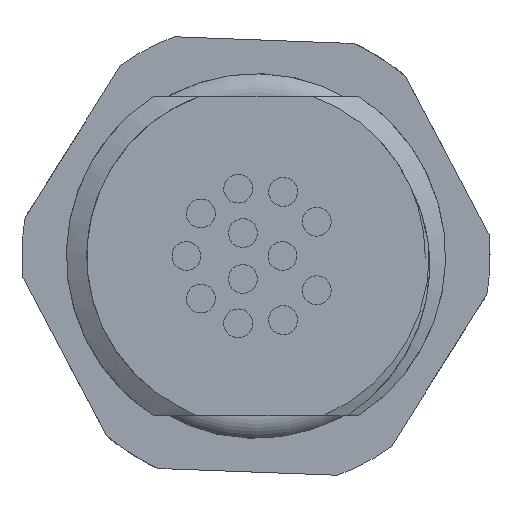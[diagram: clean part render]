
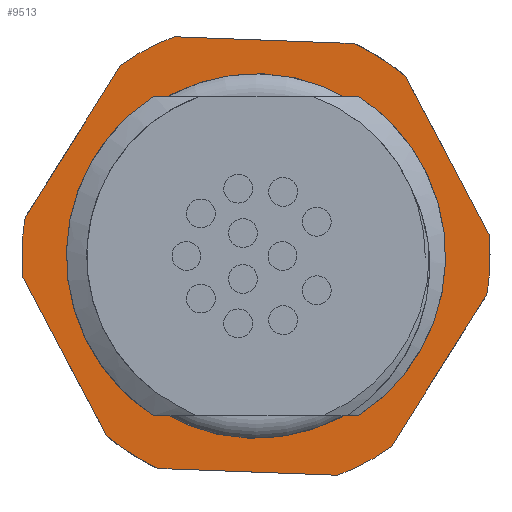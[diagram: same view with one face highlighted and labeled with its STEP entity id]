
A CAD part, front view. The second image highlights one B-rep face of the part: STEP entity #9513.
In plain terms, the highlighted planar face has unit normal (0, -1, 0).
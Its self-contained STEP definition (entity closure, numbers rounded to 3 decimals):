
#727=CARTESIAN_POINT('',(0.,-4.2,0.));
#728=DIRECTION('',(0.,1.,0.));
#729=DIRECTION('',(-0.996,0.,-0.091));
#730=AXIS2_PLACEMENT_3D('',#727,#728,#729);
#732=CARTESIAN_POINT('',(0.,-4.2,0.));
#733=DIRECTION('',(0.,1.,0.));
#734=DIRECTION('',(-0.999,0.,0.038));
#735=AXIS2_PLACEMENT_3D('',#732,#733,#734);
#737=DIRECTION('',(0.532,0.,0.847));
#738=VECTOR('',#737,7.5);
#739=CARTESIAN_POINT('',(-9.615,-4.2,1.614));
#740=LINE('',#739,#738);
#741=CARTESIAN_POINT('',(0.,-4.2,0.));
#742=DIRECTION('',(0.,1.,0.));
#743=DIRECTION('',(-0.577,0.,0.817));
#744=AXIS2_PLACEMENT_3D('',#741,#742,#743);
#746=DIRECTION('',(0.999,0.,-0.038));
#747=VECTOR('',#746,7.5);
#748=CARTESIAN_POINT('',(-3.41,-4.2,9.134));
#749=LINE('',#748,#747);
#750=CARTESIAN_POINT('',(0.,-4.2,0.));
#751=DIRECTION('',(0.,1.,0.));
#752=DIRECTION('',(0.419,0.,0.908));
#753=AXIS2_PLACEMENT_3D('',#750,#751,#752);
#755=DIRECTION('',(0.467,0.,-0.884));
#756=VECTOR('',#755,7.5);
#757=CARTESIAN_POINT('',(6.206,-4.2,7.52));
#758=LINE('',#757,#756);
#759=CARTESIAN_POINT('',(0.,-4.2,0.));
#760=DIRECTION('',(0.,1.,0.));
#761=DIRECTION('',(0.996,0.,0.091));
#762=AXIS2_PLACEMENT_3D('',#759,#760,#761);
#764=CARTESIAN_POINT('',(0.,-4.2,0.));
#765=DIRECTION('',(0.,1.,0.));
#766=DIRECTION('',(0.999,0.,-0.038));
#767=AXIS2_PLACEMENT_3D('',#764,#765,#766);
#769=DIRECTION('',(-0.532,0.,-0.847));
#770=VECTOR('',#769,7.5);
#771=CARTESIAN_POINT('',(9.615,-4.2,-1.614));
#772=LINE('',#771,#770);
#773=CARTESIAN_POINT('',(0.,-4.2,0.));
#774=DIRECTION('',(0.,1.,0.));
#775=DIRECTION('',(0.577,0.,-0.817));
#776=AXIS2_PLACEMENT_3D('',#773,#774,#775);
#778=DIRECTION('',(-0.999,0.,0.038));
#779=VECTOR('',#778,7.5);
#780=CARTESIAN_POINT('',(3.41,-4.2,-9.134));
#781=LINE('',#780,#779);
#782=CARTESIAN_POINT('',(0.,-4.2,0.));
#783=DIRECTION('',(0.,1.,0.));
#784=DIRECTION('',(-0.419,0.,-0.908));
#785=AXIS2_PLACEMENT_3D('',#782,#783,#784);
#787=DIRECTION('',(-0.467,0.,0.884));
#788=VECTOR('',#787,7.5);
#789=CARTESIAN_POINT('',(-6.206,-4.2,-7.52));
#790=LINE('',#789,#788);
#791=CARTESIAN_POINT('',(0.,-4.2,0.));
#792=DIRECTION('',(0.,-1.,0.));
#793=DIRECTION('',(0.999,0.,-0.038));
#794=AXIS2_PLACEMENT_3D('',#791,#792,#793);
#796=CARTESIAN_POINT('',(0.,-4.2,0.));
#797=DIRECTION('',(0.,-1.,0.));
#798=DIRECTION('',(-0.999,0.,0.038));
#799=AXIS2_PLACEMENT_3D('',#796,#797,#798);
#7467=CARTESIAN_POINT('',(-9.709,-4.2,-0.889));
#7468=CARTESIAN_POINT('',(-9.743,-4.2,0.366));
#7469=VERTEX_POINT('',#7467);
#7470=VERTEX_POINT('',#7468);
#7471=CARTESIAN_POINT('',(-9.615,-4.2,1.614));
#7472=VERTEX_POINT('',#7471);
#7473=CARTESIAN_POINT('',(-5.624,-4.2,7.964));
#7474=VERTEX_POINT('',#7473);
#7475=CARTESIAN_POINT('',(-3.41,-4.2,9.134));
#7476=VERTEX_POINT('',#7475);
#7477=CARTESIAN_POINT('',(4.085,-4.2,8.853));
#7478=VERTEX_POINT('',#7477);
#7479=CARTESIAN_POINT('',(6.206,-4.2,7.52));
#7480=VERTEX_POINT('',#7479);
#7481=CARTESIAN_POINT('',(9.709,-4.2,0.889));
#7482=VERTEX_POINT('',#7481);
#7483=CARTESIAN_POINT('',(9.743,-4.2,-0.366));
#7484=VERTEX_POINT('',#7483);
#7485=CARTESIAN_POINT('',(9.615,-4.2,-1.614));
#7486=VERTEX_POINT('',#7485);
#7487=CARTESIAN_POINT('',(5.624,-4.2,-7.964));
#7488=VERTEX_POINT('',#7487);
#7489=CARTESIAN_POINT('',(3.41,-4.2,-9.134));
#7490=VERTEX_POINT('',#7489);
#7491=CARTESIAN_POINT('',(-4.085,-4.2,-8.853));
#7492=VERTEX_POINT('',#7491);
#7493=CARTESIAN_POINT('',(-6.206,-4.2,-7.52));
#7494=VERTEX_POINT('',#7493);
#7495=CARTESIAN_POINT('',(7.595,-4.2,-0.285));
#7496=CARTESIAN_POINT('',(-7.595,-4.2,0.285));
#7497=VERTEX_POINT('',#7495);
#7498=VERTEX_POINT('',#7496);
#9480=CARTESIAN_POINT('',(0.,-4.2,0.));
#9481=DIRECTION('',(0.,1.,0.));
#9482=DIRECTION('',(0.999,0.,-0.038));
#9483=AXIS2_PLACEMENT_3D('',#9480,#9481,#9482);
#9484=PLANE('',#9483);
#9486=ORIENTED_EDGE('',*,*,#9485,.T.);
#9488=ORIENTED_EDGE('',*,*,#9487,.T.);
#9489=ORIENTED_EDGE('',*,*,#9314,.T.);
#9491=ORIENTED_EDGE('',*,*,#9490,.T.);
#9492=ORIENTED_EDGE('',*,*,#9346,.T.);
#9493=ORIENTED_EDGE('',*,*,#9378,.T.);
#9494=ORIENTED_EDGE('',*,*,#9395,.T.);
#9496=ORIENTED_EDGE('',*,*,#9495,.T.);
#9498=ORIENTED_EDGE('',*,*,#9497,.T.);
#9499=ORIENTED_EDGE('',*,*,#9428,.T.);
#9501=ORIENTED_EDGE('',*,*,#9500,.T.);
#9502=ORIENTED_EDGE('',*,*,#9459,.T.);
#9503=ORIENTED_EDGE('',*,*,#9474,.T.);
#9504=ORIENTED_EDGE('',*,*,#9280,.T.);
#9505=EDGE_LOOP('',(#9486,#9488,#9489,#9491,#9492,#9493,#9494,#9496,#9498,#9499,
#9501,#9502,#9503,#9504));
#9506=FACE_OUTER_BOUND('',#9505,.F.);
#9508=ORIENTED_EDGE('',*,*,#9507,.T.);
#9510=ORIENTED_EDGE('',*,*,#9509,.T.);
#9511=EDGE_LOOP('',(#9508,#9510));
#9512=FACE_BOUND('',#9511,.F.);
#9513=ADVANCED_FACE('',(#9506,#9512),#9484,.F.);
#731=CIRCLE('',#730,9.75);
#736=CIRCLE('',#735,9.75);
#745=CIRCLE('',#744,9.75);
#754=CIRCLE('',#753,9.75);
#763=CIRCLE('',#762,9.75);
#768=CIRCLE('',#767,9.75);
#777=CIRCLE('',#776,9.75);
#786=CIRCLE('',#785,9.75);
#795=CIRCLE('',#794,7.6);
#800=CIRCLE('',#799,7.6);
#9280=EDGE_CURVE('',#7494,#7469,#790,.T.);
#9314=EDGE_CURVE('',#7472,#7474,#740,.T.);
#9346=EDGE_CURVE('',#7476,#7478,#749,.T.);
#9378=EDGE_CURVE('',#7478,#7480,#754,.T.);
#9395=EDGE_CURVE('',#7480,#7482,#758,.T.);
#9428=EDGE_CURVE('',#7486,#7488,#772,.T.);
#9459=EDGE_CURVE('',#7490,#7492,#781,.T.);
#9474=EDGE_CURVE('',#7492,#7494,#786,.T.);
#9485=EDGE_CURVE('',#7469,#7470,#731,.T.);
#9487=EDGE_CURVE('',#7470,#7472,#736,.T.);
#9490=EDGE_CURVE('',#7474,#7476,#745,.T.);
#9495=EDGE_CURVE('',#7482,#7484,#763,.T.);
#9497=EDGE_CURVE('',#7484,#7486,#768,.T.);
#9500=EDGE_CURVE('',#7488,#7490,#777,.T.);
#9507=EDGE_CURVE('',#7497,#7498,#795,.T.);
#9509=EDGE_CURVE('',#7498,#7497,#800,.T.);
